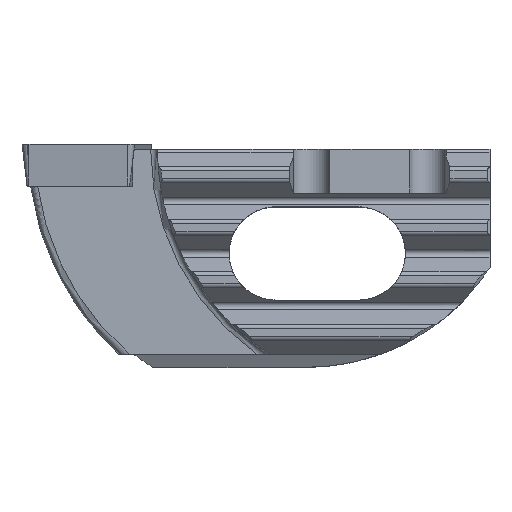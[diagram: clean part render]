
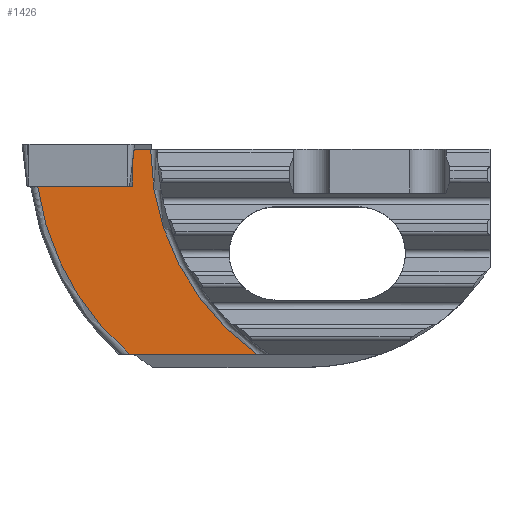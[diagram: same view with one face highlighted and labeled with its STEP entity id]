
A CAD part, top view. The second image highlights one B-rep face of the part: STEP entity #1426.
In plain terms, the highlighted planar face has unit normal (0, 0, 1).
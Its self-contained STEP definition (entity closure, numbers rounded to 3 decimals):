
#1360=EDGE_CURVE('NONE',#2080,#2446,#3909,.F.);
#1372=VERTEX_POINT('NONE',#3922);
#1426=ADVANCED_FACE('NONE',(#3977),#3978,.F.);
#2080=VERTEX_POINT('NONE',#4708);
#2446=VERTEX_POINT('NONE',#5112);
#2474=EDGE_CURVE('NONE',#3632,#2872,#5142,.F.);
#2620=EDGE_CURVE('NONE',#2872,#2446,#5299,.F.);
#2788=EDGE_CURVE('NONE',#1372,#2832,#5484,.F.);
#2832=VERTEX_POINT('NONE',#5532);
#2872=VERTEX_POINT('NONE',#5574);
#2930=VERTEX_POINT('NONE',#5636);
#3086=EDGE_CURVE('NONE',#2080,#2930,#5804,.T.);
#3098=EDGE_CURVE('NONE',#2930,#2832,#5816,.T.);
#3410=EDGE_CURVE('NONE',#1372,#3632,#6154,.F.);
#3632=VERTEX_POINT('NONE',#6396);
#3909=LINE('',#7445,#7446);
#3922=CARTESIAN_POINT('',(12.646,-2.06,-0.803));
#3977=FACE_OUTER_BOUND('',#7592,.T.);
#3978=PLANE('',#7593);
#4708=CARTESIAN_POINT('',(26.851,-23.96,-0.803));
#5112=CARTESIAN_POINT('',(12.282,-23.96,-0.803));
#5142=LINE('',#11162,#11163);
#5299=CIRCLE('',#11708,31.0);
#5484=LINE('',#12260,#12261);
#5532=CARTESIAN_POINT('',(12.819,-0.56,-0.803));
#5574=CARTESIAN_POINT('',(1.8,-4.76,-0.803));
#5636=CARTESIAN_POINT('',(14.7,-0.56,-0.803));
#5804=CIRCLE('',#13010,28.8);
#5816=LINE('',#13043,#13044);
#6154=LINE('',#13873,#13874);
#6396=CARTESIAN_POINT('',(12.646,-4.76,-0.803));
#7445=CARTESIAN_POINT('',(50.5,-23.96,-0.803));
#7446=VECTOR('',#15618,1.0);
#7592=EDGE_LOOP('',(#15660,#15661,#15662,#15663,#15664,#15665,#15666));
#7593=AXIS2_PLACEMENT_3D('',#15667,#15668,#15669);
#11162=CARTESIAN_POINT('',(25.457,-4.76,-0.803));
#11163=VECTOR('',#17006,1.0);
#11708=AXIS2_PLACEMENT_3D('',#17172,#17173,#17174);
#12260=CARTESIAN_POINT('',(10.031,-24.658,-0.803));
#12261=VECTOR('',#17371,1.0);
#13010=AXIS2_PLACEMENT_3D('',#17650,#17651,#17652);
#13043=CARTESIAN_POINT('',(21.75,-0.56,-0.803));
#13044=VECTOR('',#17660,1.0);
#13873=CARTESIAN_POINT('',(12.646,-40.182,-0.803));
#13874=VECTOR('',#17988,1.0);
#15618=DIRECTION('',(1.0,0.0,0.));
#15660=ORIENTED_EDGE('',*,*,#1360,.F.);
#15661=ORIENTED_EDGE('',*,*,#3086,.T.);
#15662=ORIENTED_EDGE('',*,*,#3098,.T.);
#15663=ORIENTED_EDGE('',*,*,#2788,.F.);
#15664=ORIENTED_EDGE('',*,*,#3410,.T.);
#15665=ORIENTED_EDGE('',*,*,#2474,.T.);
#15666=ORIENTED_EDGE('',*,*,#2620,.T.);
#15667=CARTESIAN_POINT('',(43.5,-53.46,-0.803));
#15668=DIRECTION('',(0.,0.,-1.0));
#15669=DIRECTION('',(1.0,0.,0.0));
#17006=DIRECTION('',(1.0,0.0,0.));
#17172=CARTESIAN_POINT('',(32.5,-0.46,-0.803));
#17173=DIRECTION('',(0.,0.,-1.0));
#17174=DIRECTION('',(0.,1.0,0.));
#17371=DIRECTION('',(-0.115,-0.993,0.));
#17650=CARTESIAN_POINT('',(43.5,-0.46,-0.803));
#17651=DIRECTION('',(0.,0.,-1.0));
#17652=DIRECTION('',(0.,1.0,0.));
#17660=DIRECTION('',(-1.0,0.0,0.));
#17988=DIRECTION('',(0.,1.0,0.));
